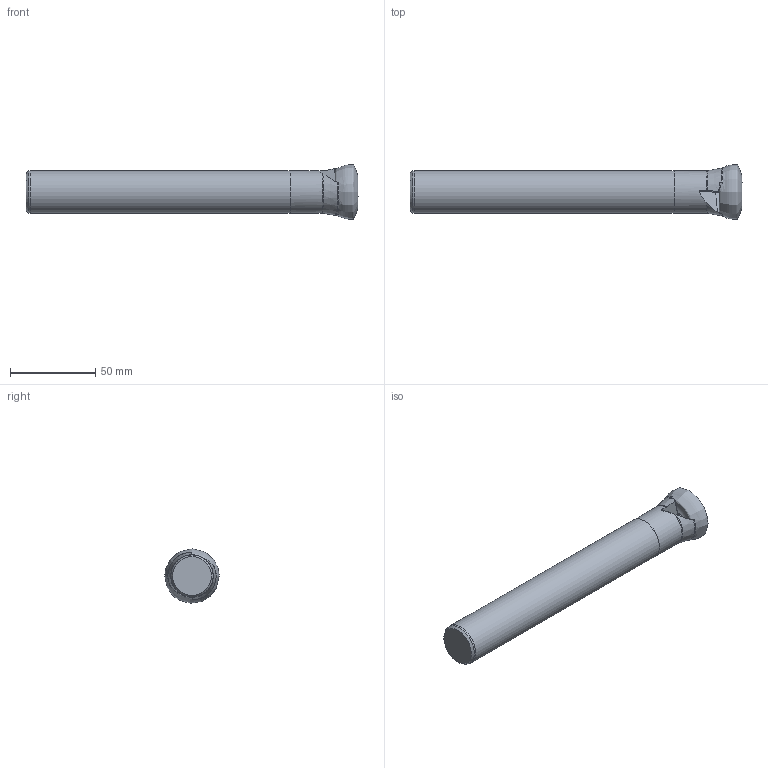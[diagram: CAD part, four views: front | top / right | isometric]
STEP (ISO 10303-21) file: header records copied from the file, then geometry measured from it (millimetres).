
FILE_DESCRIPTION (( 'STEP AP214' ), '1' );
FILE_NAME ('00PP-32-25-12-2-195.STEP', '2013-10-18T09:46:58', ( '' ), ( '' ), 'SwSTEP 2.0', 'SolidWorks 2013', '' );
FILE_SCHEMA (( 'AUTOMOTIVE_DESIGN' ));
Length unit declared in the file: millimetre
Products named in the file (1): 00PP-32-25-12-2-195
Bounding box: 194.95 x 31.96 x 31.92 mm (x, y, z)
Volume: 97355.5 mm3; surface area: 17086 mm2
Topology: 1 solids, 1 shells, 88 faces, 241 edges, 155 vertices
Faces by surface type: plane 36, cylinder 20, cone 17, bspline 11, torus 4
Full cylindrical faces by diameter (mm): 24.8 x1, 25 x1
Entity records: 5191 total; most frequent: CARTESIAN_POINT 3213, ORIENTED_EDGE 462, DIRECTION 324, EDGE_CURVE 231, VERTEX_POINT 151, AXIS2_PLACEMENT_3D 129, B_SPLINE_CURVE_WITH_KNOTS 96, EDGE_LOOP 94
